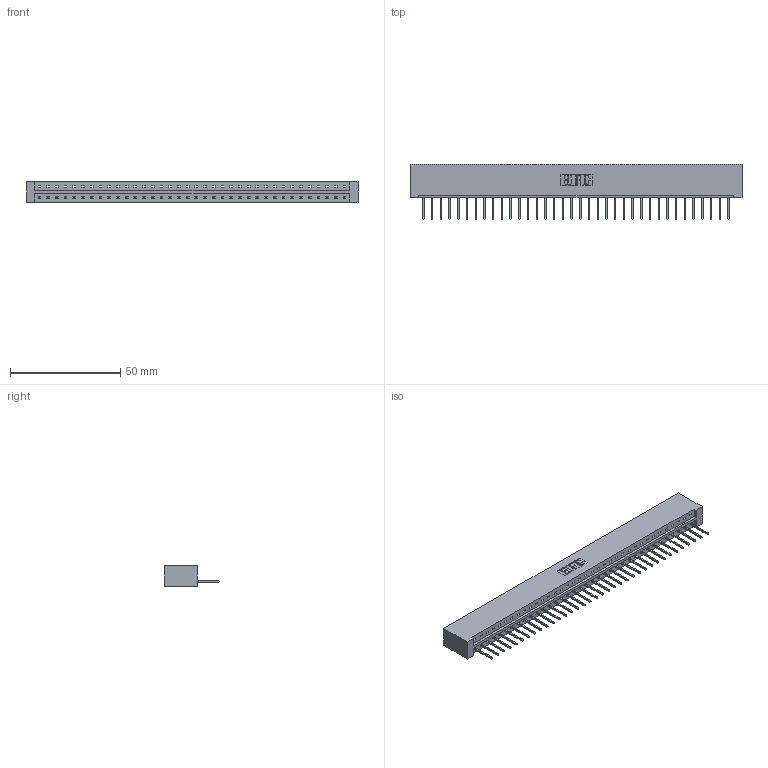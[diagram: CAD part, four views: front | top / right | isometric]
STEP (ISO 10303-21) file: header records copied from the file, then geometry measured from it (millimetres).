
FILE_DESCRIPTION (( 'STEP AP203' ), '1' );
FILE_NAME ('833-036-523-101.STEP', '2020-06-03T02:04:32', ( '' ), ( '' ), 'SwSTEP 2.0', 'SolidWorks 2020', '' );
FILE_SCHEMA (( 'CONFIG_CONTROL_DESIGN' ));
Length unit declared in the file: inch
Products named in the file (3): 833 Part_Lugless; 833-036-523-101; 345-292-001_345-293-123
Assembly tree (37 placements, depth 2):
  833-036-523-101
    833 Part_Lugless
    345-292-001_345-293-123  x36
Bounding box: 150.9 x 25.15 x 9.4 mm (x, y, z)
Volume: 15732.2 mm3; surface area: 16976.1 mm2
Topology: 37 solids, 37 shells, 2194 faces, 6623 edges, 4366 vertices
Faces by surface type: plane 1578, cylinder 616
Entity records: 22525 total; most frequent: CARTESIAN_POINT 3894, ORIENTED_EDGE 3866, DIRECTION 3289, EDGE_CURVE 1933, VECTOR 1813, LINE 1813, VERTEX_POINT 1286, AXIS2_PLACEMENT_3D 738
